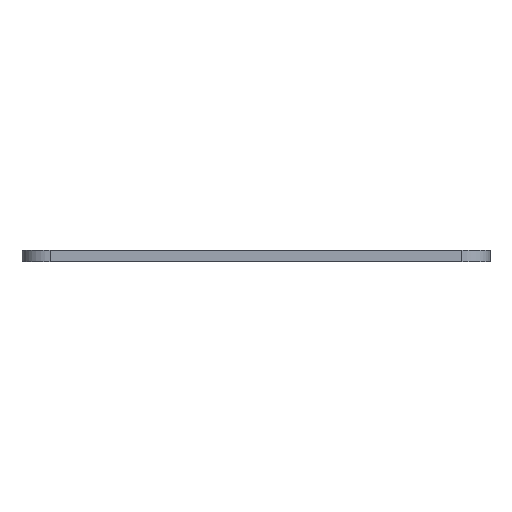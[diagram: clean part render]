
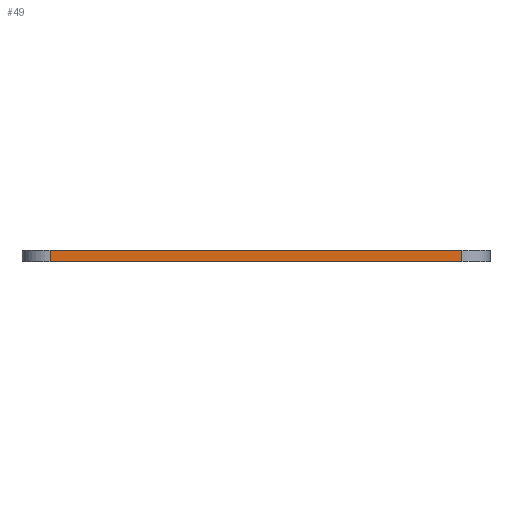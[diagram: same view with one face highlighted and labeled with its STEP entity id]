
A CAD part, front view. The second image highlights one B-rep face of the part: STEP entity #49.
In plain terms, the highlighted planar face has unit normal (0, -1, 0).
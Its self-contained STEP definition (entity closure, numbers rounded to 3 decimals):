
#17 = PLANE ( 'NONE',  #628 ) ;
#20 = VECTOR ( 'NONE', #512, 1000. ) ;
#49 = ADVANCED_FACE ( 'NONE', ( #958 ), #17, .T. ) ;
#55 = EDGE_CURVE ( 'NONE', #186, #633, #1091, .T. ) ;
#63 = EDGE_CURVE ( 'NONE', #1075, #186, #88, .T. ) ;
#88 = LINE ( 'NONE', #901, #904 ) ;
#109 = CARTESIAN_POINT ( 'NONE',  ( -36.5, -32.5, -2. ) ) ;
#139 = DIRECTION ( 'NONE',  ( 1., 0., 0. ) ) ;
#166 = DIRECTION ( 'NONE',  ( 1., 0., 0. ) ) ;
#186 = VERTEX_POINT ( 'NONE', #109 ) ;
#277 = CARTESIAN_POINT ( 'NONE',  ( -41.5, -32.5, -2. ) ) ;
#400 = CARTESIAN_POINT ( 'NONE',  ( -41.5, -32.5, -2. ) ) ;
#434 = VECTOR ( 'NONE', #139, 1000. ) ;
#440 = CARTESIAN_POINT ( 'NONE',  ( 36.5, -32.5, 0. ) ) ;
#512 = DIRECTION ( 'NONE',  ( 0., 0., 1. ) ) ;
#546 = CARTESIAN_POINT ( 'NONE',  ( -41.5, -32.5, 0. ) ) ;
#589 = EDGE_CURVE ( 'NONE', #1075, #761, #1106, .T. ) ;
#601 = ORIENTED_EDGE ( 'NONE', *, *, #589, .F. ) ;
#628 = AXIS2_PLACEMENT_3D ( 'NONE', #400, #1152, #880 ) ;
#633 = VERTEX_POINT ( 'NONE', #1051 ) ;
#677 = ORIENTED_EDGE ( 'NONE', *, *, #63, .T. ) ;
#731 = CARTESIAN_POINT ( 'NONE',  ( -36.5, -32.5, 0. ) ) ;
#761 = VERTEX_POINT ( 'NONE', #440 ) ;
#787 = EDGE_LOOP ( 'NONE', ( #601, #677, #1111, #1212 ) ) ;
#880 = DIRECTION ( 'NONE',  ( 0., 0., -1. ) ) ;
#901 = CARTESIAN_POINT ( 'NONE',  ( -36.5, -32.5, -2. ) ) ;
#904 = VECTOR ( 'NONE', #933, 1000. ) ;
#933 = DIRECTION ( 'NONE',  ( 0., 0., -1. ) ) ;
#958 = FACE_OUTER_BOUND ( 'NONE', #787, .T. ) ;
#987 = CARTESIAN_POINT ( 'NONE',  ( 36.5, -32.5, -2. ) ) ;
#1033 = EDGE_CURVE ( 'NONE', #633, #761, #1155, .T. ) ;
#1051 = CARTESIAN_POINT ( 'NONE',  ( 36.5, -32.5, -2. ) ) ;
#1075 = VERTEX_POINT ( 'NONE', #731 ) ;
#1091 = LINE ( 'NONE', #277, #434 ) ;
#1103 = VECTOR ( 'NONE', #166, 1000. ) ;
#1106 = LINE ( 'NONE', #546, #1103 ) ;
#1111 = ORIENTED_EDGE ( 'NONE', *, *, #55, .T. ) ;
#1152 = DIRECTION ( 'NONE',  ( 0., -1., 0. ) ) ;
#1155 = LINE ( 'NONE', #987, #20 ) ;
#1212 = ORIENTED_EDGE ( 'NONE', *, *, #1033, .T. ) ;
